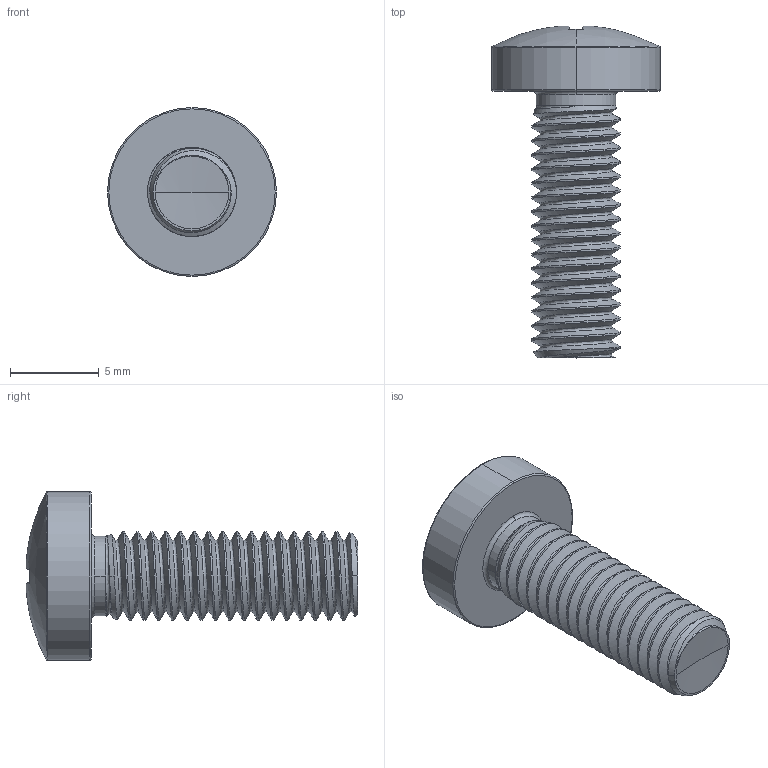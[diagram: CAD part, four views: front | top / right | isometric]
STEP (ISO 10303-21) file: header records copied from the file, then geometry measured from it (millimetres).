
FILE_DESCRIPTION (( 'STEP AP203' ), '1' );
FILE_NAME ('STM320500150.STEP', '2020-12-24T16:31:16', ( '' ), ( '' ), 'SwSTEP 2.0', 'SolidWorks 2015', '' );
FILE_SCHEMA (( 'CONFIG_CONTROL_DESIGN' ));
Length unit declared in the file: millimetre
Products named in the file (2): STM320500150
Bounding box: 9.5 x 18.66 x 9.5 mm (x, y, z)
Volume: 446.4 mm3; surface area: 588.9 mm2
Topology: 1 solids, 1 shells, 198 faces, 467 edges, 270 vertices
Faces by surface type: cylinder 58, bspline 46, torus 34, sphere 28, plane 22, cone 10
Entity records: 31110 total; most frequent: CARTESIAN_POINT 26874, ORIENTED_EDGE 930, DIRECTION 795, EDGE_CURVE 465, AXIS2_PLACEMENT_3D 355, VERTEX_POINT 270, CIRCLE 201, EDGE_LOOP 199
